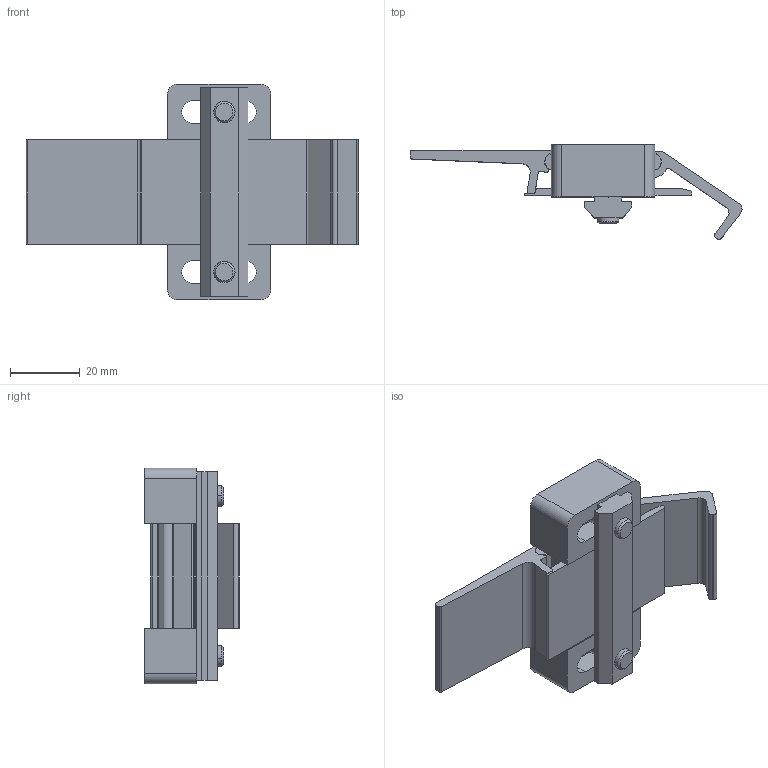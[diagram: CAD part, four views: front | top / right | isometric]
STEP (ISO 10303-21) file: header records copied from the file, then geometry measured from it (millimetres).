
FILE_DESCRIPTION (( 'STEP AP214' ), '1' );
FILE_NAME ('SNSD.30.50.83. Çàùåëêà ìåõàíè÷åñêàÿ 30õ40(D01).STEP', '2021-05-27T07:31:28', ( 'Ïîëüçîâàòåëü Windows' ), ( '' ), 'SwSTEP 2.0', 'SolidWorks 2021', '' );
FILE_SCHEMA (( 'AUTOMOTIVE_DESIGN' ));
Length unit declared in the file: millimetre
Products named in the file (8): D01SNSD.30.50.83. 昢膼瘔(B13)D05D12D05D01B13D01_00; D01SNSD.30.50.83. Ïðàâàÿ ÷àñòü(B13)D05D12D05D01B13D01_00; D01SNSD.30.50.83. Ëåâàÿ ÷àñòü(B13)D05D12D05D01B13D01_00; D01SNSD.30.50.83. 砑僔蠂縺(B13)D05D12D05D01B13D01_00; D01SNSD.30.50.83. Áîêîâèíêà(B13)D05D12D05D01B13D01_00; D01SNSD.30.50.83. 鏢鍒歑(B13)D05D12D05D01B13D01_00; SNSD.30.50.83. Çàùåëêà ìåõàíè÷åñêàÿ 30õ40(D01); D01SNSD.30.50.83. 鎔艜 M6x22(B59)D05D12D05D01B13D01_00
Assembly tree (10 placements, depth 2):
  SNSD.30.50.83. Çàùåëêà ìåõàíè÷åñêàÿ 30õ40(D01)
    D01SNSD.30.50.83. 昢膼瘔(B13)D05D12D05D01B13D01_00
    D01SNSD.30.50.83. Ïðàâàÿ ÷àñòü(B13)D05D12D05D01B13D01_00
    D01SNSD.30.50.83. Ëåâàÿ ÷àñòü(B13)D05D12D05D01B13D01_00
    D01SNSD.30.50.83. Áîêîâèíêà(B13)D05D12D05D01B13D01_00  x2
    D01SNSD.30.50.83. 砑僔蠂縺(B13)D05D12D05D01B13D01_00
    D01SNSD.30.50.83. 鎔艜 M6x22(B59)D05D12D05D01B13D01_00  x2
    D01SNSD.30.50.83. 鏢鍒歑(B13)D05D12D05D01B13D01_00  x2
Bounding box: 95.42 x 27.19 x 62 mm (x, y, z)
Volume: 28313.5 mm3; surface area: 23148.8 mm2
Topology: 10 solids, 10 shells, 234 faces, 604 edges, 396 vertices
Faces by surface type: plane 119, cylinder 95, cone 16, bspline 4
Entity records: 6084 total; most frequent: CARTESIAN_POINT 1119, DIRECTION 988, ORIENTED_EDGE 952, EDGE_CURVE 476, AXIS2_PLACEMENT_3D 341, VERTEX_POINT 312, VECTOR 306, LINE 306
